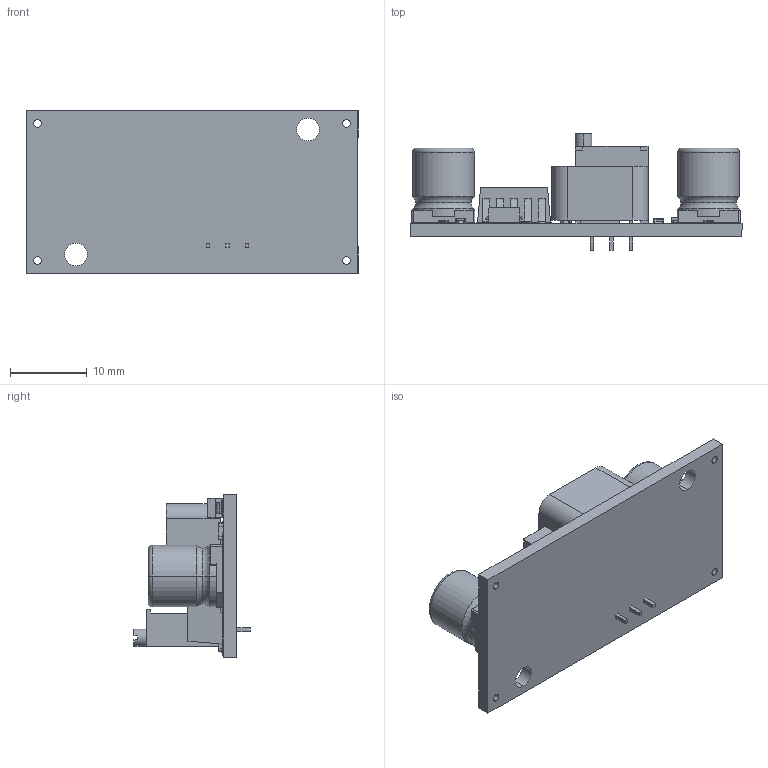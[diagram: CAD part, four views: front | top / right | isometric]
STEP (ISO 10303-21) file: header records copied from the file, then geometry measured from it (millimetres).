
FILE_DESCRIPTION (( 'STEP AP214' ), '1' );
FILE_NAME ('converterLM2596.STEP', '2020-11-28T19:42:42', ( '' ), ( '' ), 'SwSTEP 2.0', 'SolidWorks 2016', '' );
FILE_SCHEMA (( 'AUTOMOTIVE_DESIGN' ));
Length unit declared in the file: millimetre
Products named in the file (12): smdceramiccapacitor; smd100uF; converterLM2596; smdLED; TrimmerW203; smdResistor102; smbInductor470; smdS537diode; smd220uF; lm2596board; LM2596S; smdResistor331
Assembly tree (12 placements, depth 2):
  converterLM2596
    lm2596board
    smd100uF
    smd220uF
    TrimmerW203
    smdS537diode
    smdceramiccapacitor  x2
    smdResistor331
    smdResistor102
    smdLED
    smbInductor470
    LM2596S
Bounding box: 43.2 x 15.15 x 21.25 mm (x, y, z)
Volume: 4346.7 mm3; surface area: 4981 mm2
Topology: 47 solids, 47 shells, 1367 faces, 3521 edges, 2334 vertices
Faces by surface type: plane 855, bspline 403, cylinder 97, torus 12
Entity records: 75962 total; most frequent: CARTESIAN_POINT 34612, ORIENTED_EDGE 6902, DIRECTION 4721, EDGE_CURVE 3451, LINE 2411, VECTOR 2411, VERTEX_POINT 2290, EDGE_LOOP 1441
